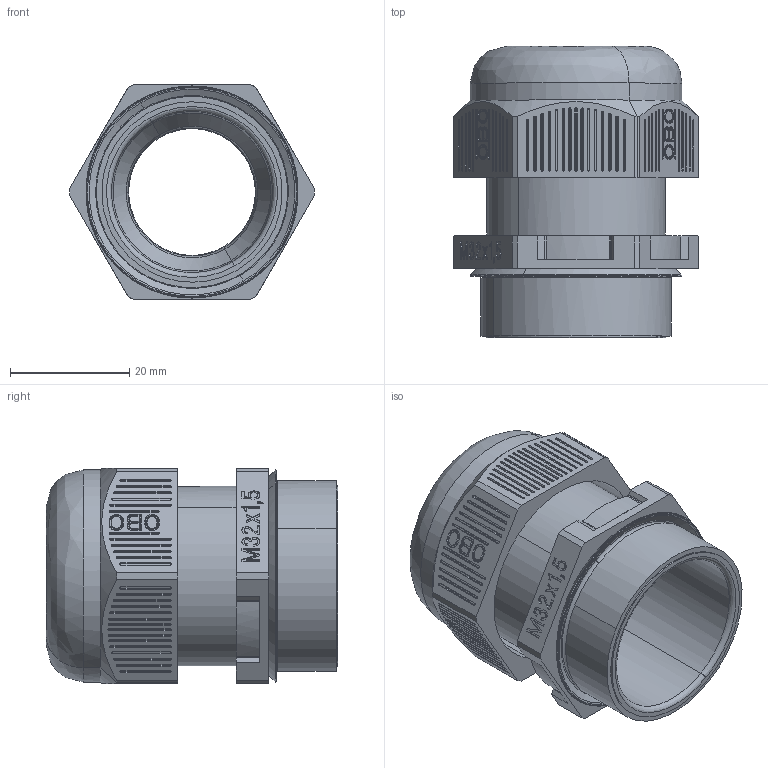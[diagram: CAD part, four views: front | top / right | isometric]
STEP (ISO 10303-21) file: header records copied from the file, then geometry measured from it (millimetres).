
FILE_DESCRIPTION(/* description */ (''),/* implementation_level */ '2;1');
FILE_NAME(/* name */ '2022870',/* time_stamp */ '2014-01-09T09:31:53+01:00',/* author */ (''),/* organization */ (''),/* preprocessor_version */ 'ST-DEVELOPER v15',/* originating_system */ '',/* authorisation */ '');
FILE_SCHEMA (('CONFIG_CONTROL_DESIGN'));
Length unit declared in the file: millimetre
Products named in the file (1): Block 01
Bounding box: 40.99 x 48.74 x 36 mm (x, y, z)
Volume: 15363.7 mm3; surface area: 13399.3 mm2
Topology: 2 solids, 2 shells, 1092 faces, 2834 edges, 1874 vertices
Faces by surface type: plane 765, bspline 327
Entity records: 39093 total; most frequent: CARTESIAN_POINT 20862, ORIENTED_EDGE 5668, EDGE_CURVE 2834, B_SPLINE_CURVE_WITH_KNOTS 1926, VERTEX_POINT 1874, EDGE_LOOP 1224, ADVANCED_FACE 1092, FACE_OUTER_BOUND 1092
